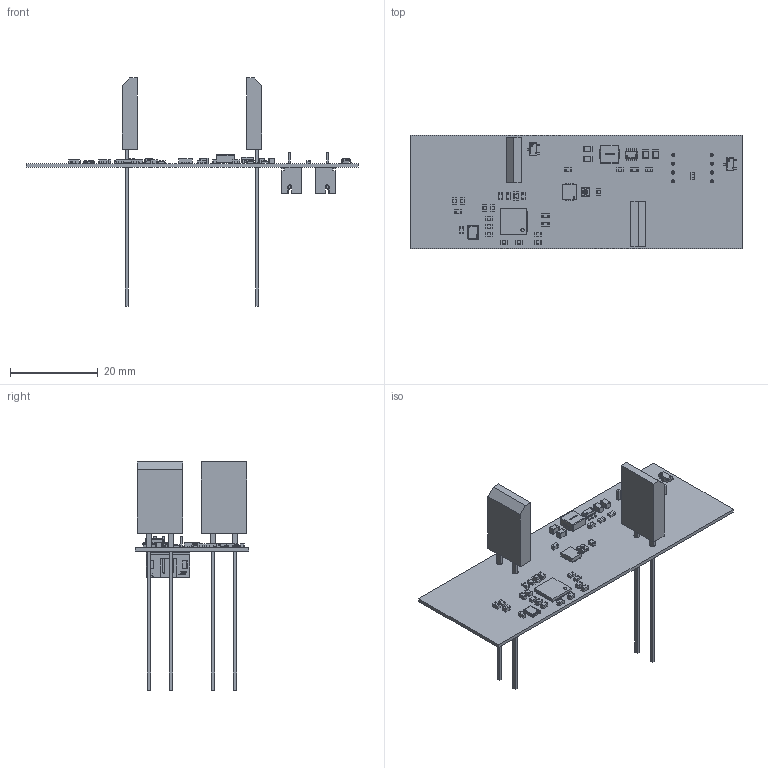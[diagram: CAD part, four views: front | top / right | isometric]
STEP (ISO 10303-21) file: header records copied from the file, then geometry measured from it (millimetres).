
FILE_DESCRIPTION(('Open CASCADE Model'),'2;1');
FILE_NAME('Open CASCADE Shape Model','2024-11-12T12:00:01',('Author'),( 'Open CASCADE'),'Open CASCADE STEP processor 7.5','Open CASCADE 7.5' ,'Unknown');
FILE_SCHEMA(('AUTOMOTIVE_DESIGN { 1 0 10303 214 1 1 1 1 }'));
Length unit declared in the file: millimetre
Products named in the file (167): PCB; Board; Open CASCADE STEP translator 7.5 12.1.1; Y101; Crys_EPSON_TSX-3225_16_0000MF18X-AC0_eec; 1; 2; 3; 4; 5; U104; 8890800000; Open CASCADE STEP translator 7.5 11.1; Body; Open CASCADE STEP translator 7.5 11.2.1; Thermal Shape; Pin Shape; Open CASCADE STEP translator 7.5 11.4.1; U103; IC_Sensirion_SHTC3_eec; U102; 8898756832; Open CASCADE STEP translator 7.5 27.1; Open CASCADE STEP translator 7.5 27.2.1; Open CASCADE STEP translator 7.5 27.4.1; U101; IC_Texas_Instruments_LM74700QDBVRQ1_eec; IC_BODY; IC_LEG; circle; Texas Instruments; IC_LEG_MIR2; R110; MP930-10.0-1%_RGB8421504; PinsArray; R108; R107; 6862595280; Mid Body; Terminal ...
Assembly tree (252 placements, depth 5):
  PCB
    Board
      Open CASCADE STEP translator 7.5 12.1.1
    Y101
      Crys_EPSON_TSX-3225_16_0000MF18X-AC0_eec
        1
        2
        3
        4
        5
    U104
      8890800000
        Open CASCADE STEP translator 7.5 11.1
        Body
          Open CASCADE STEP translator 7.5 11.2.1
        Thermal Shape
        Pin Shape  x12
          Open CASCADE STEP translator 7.5 11.4.1
    U103
      IC_Sensirion_SHTC3_eec
        1
        2
        3
        4
        5
    U102
      8898756832
        Open CASCADE STEP translator 7.5 27.1
        Body
          Open CASCADE STEP translator 7.5 27.2.1
        Thermal Shape
        Pin Shape  x48
          Open CASCADE STEP translator 7.5 27.4.1
    U101
      IC_Texas_Instruments_LM74700QDBVRQ1_eec
        IC_BODY
        IC_LEG  x3
        circle
        Texas Instruments
        IC_LEG_MIR2  x3
    R110
      MP930-10.0-1%_RGB8421504
        Body
        PinsArray
    R108
      MP930-10.0-1%_RGB8421504
        Body
        PinsArray
    R107
      6862595280
        Mid Body
        Terminal  x2
          Open CASCADE STEP translator 7.5 2.2.1
        Mark
    R106
      6862604480
        Mid Body
        Terminal  x2
          Open CASCADE STEP translator 7.5 2.2.1
        Mark
Bounding box: 75.8 x 25.8 x 52.08 mm (x, y, z)
Volume: 3152.9 mm3; surface area: 7123.6 mm2
Topology: 267 solids, 269 shells, 4347 faces, 10127 edges, 6148 vertices
Faces by surface type: plane 2666, cylinder 823, bspline 529, sphere 258, torus 70, cone 1
Full cylindrical faces by diameter (mm): 0.12 x1, 0.176 x2, 0.193 x1, 0.388 x1, 0.4 x1, 0.468 x2, 0.7 x8, 0.75 x1, 1.33 x4
Entity records: 72319 total; most frequent: CARTESIAN_POINT 17464, ORIENTED_EDGE 10912, DIRECTION 9573, EDGE_CURVE 5457, LINE 3675, VECTOR 3675, VERTEX_POINT 3478, AXIS2_PLACEMENT_3D 2949
